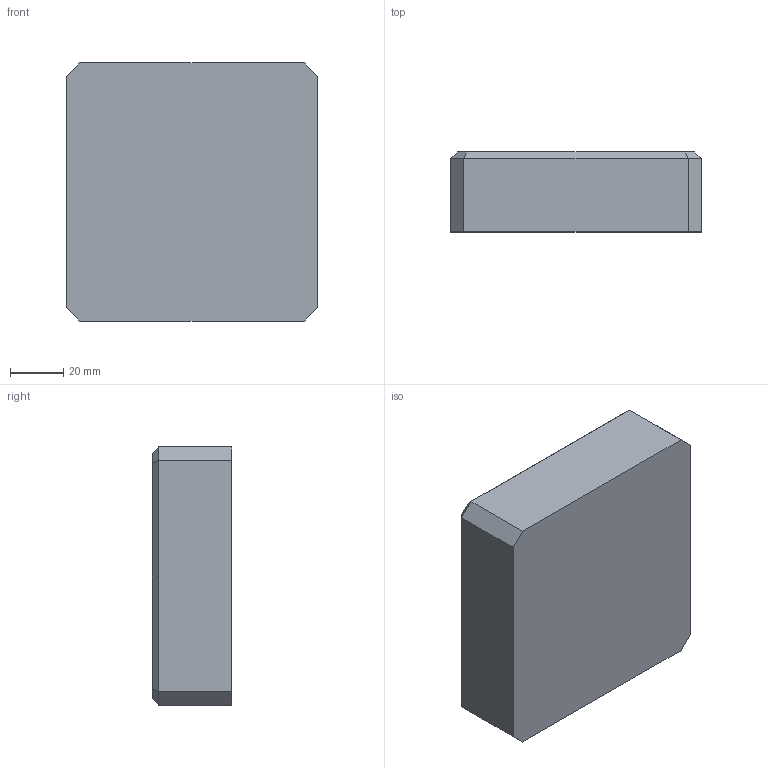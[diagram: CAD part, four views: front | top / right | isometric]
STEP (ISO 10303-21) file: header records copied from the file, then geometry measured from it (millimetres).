
FILE_DESCRIPTION(/* description */ (''),/* implementation_level */ '2;1');
FILE_NAME(/* name */ '3D Print MultiColor Reservoir Holding Block v1.step',/* time_stamp */ '2024-01-17T16:43:59-05:00',/* author */ (''),/* organization */ (''),/* preprocessor_version */ 'ST-DEVELOPER v20',/* originating_system */ 'Autodesk Translation Framework v12.14.0.127',/* authorisation */ '');
FILE_SCHEMA (('AUTOMOTIVE_DESIGN { 1 0 10303 214 3 1 1 }'));
Length unit declared in the file: millimetre
Products named in the file (1): 3D Print MultiColor Reservoir Holding Block
Bounding box: 94.4 x 30 x 97.2 mm (x, y, z)
Volume: 224856 mm3; surface area: 52101.7 mm2
Topology: 15 solids, 15 shells, 365 faces, 967 edges, 642 vertices
Faces by surface type: plane 262, cylinder 73, bspline 30
Full cylindrical faces by diameter (mm): 6.2 x8, 11.5 x6
Entity records: 15092 total; most frequent: CARTESIAN_POINT 6022, ORIENTED_EDGE 1934, DIRECTION 1758, EDGE_CURVE 967, LINE 728, VECTOR 728, VERTEX_POINT 642, AXIS2_PLACEMENT_3D 515
